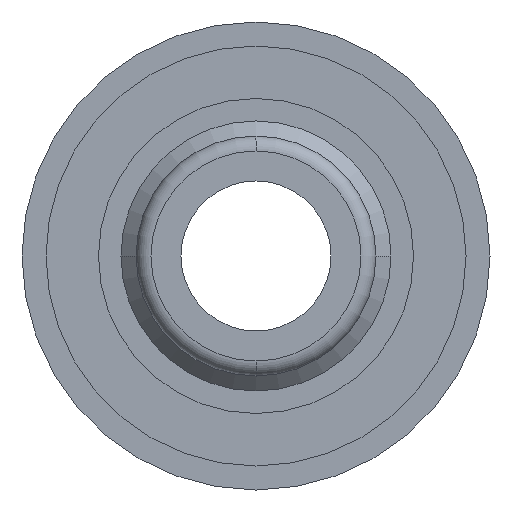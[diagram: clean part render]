
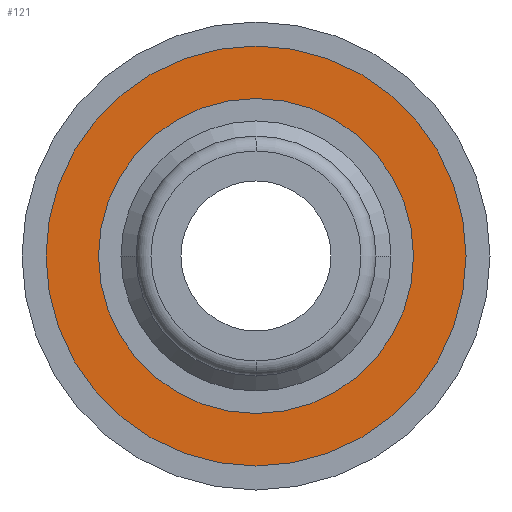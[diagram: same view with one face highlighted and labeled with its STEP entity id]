
A CAD part, front view. The second image highlights one B-rep face of the part: STEP entity #121.
In plain terms, the highlighted planar face has unit normal (0, -1, 0).
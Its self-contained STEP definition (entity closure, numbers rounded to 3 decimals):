
#121=ADVANCED_FACE('',(#252,#253),#254,.T.);
#252=FACE_BOUND('',#391,.T.);
#253=FACE_OUTER_BOUND('',#392,.T.);
#254=PLANE('',#393);
#391=EDGE_LOOP('',(#665,#666));
#392=EDGE_LOOP('',(#667,#668));
#393=AXIS2_PLACEMENT_3D('',#669,#670,#671);
#665=ORIENTED_EDGE('',*,*,#874,.T.);
#666=ORIENTED_EDGE('',*,*,#782,.T.);
#667=ORIENTED_EDGE('',*,*,#792,.T.);
#668=ORIENTED_EDGE('',*,*,#828,.T.);
#669=CARTESIAN_POINT('',(0.0,23.5,0.0));
#670=DIRECTION('',(0.0,-1.0,0.0));
#671=DIRECTION('',(-1.0,0.0,0.0));
#782=EDGE_CURVE('',#914,#916,#918,.T.);
#792=EDGE_CURVE('',#929,#934,#936,.T.);
#828=EDGE_CURVE('',#934,#929,#993,.T.);
#874=EDGE_CURVE('',#916,#914,#1053,.T.);
#914=VERTEX_POINT('',#1095);
#916=VERTEX_POINT('',#1098);
#918=CIRCLE('',#1101,5.25);
#929=VERTEX_POINT('',#1114);
#934=VERTEX_POINT('',#1120);
#936=CIRCLE('',#1123,7.0);
#993=CIRCLE('',#1188,7.0);
#1053=CIRCLE('',#1260,5.25);
#1095=CARTESIAN_POINT('',(5.25,23.5,0.));
#1098=CARTESIAN_POINT('',(-5.25,23.5,0.));
#1101=AXIS2_PLACEMENT_3D('',#1305,#1306,#1307);
#1114=CARTESIAN_POINT('',(7.0,23.5,0.0));
#1120=CARTESIAN_POINT('',(-7.0,23.5,0.));
#1123=AXIS2_PLACEMENT_3D('',#1321,#1322,#1323);
#1188=AXIS2_PLACEMENT_3D('',#1389,#1390,#1391);
#1260=AXIS2_PLACEMENT_3D('',#1455,#1456,#1457);
#1305=CARTESIAN_POINT('',(0.0,23.5,0.0));
#1306=DIRECTION('',(-0.0,1.0,0.0));
#1307=DIRECTION('',(1.0,0.0,0.0));
#1321=CARTESIAN_POINT('',(0.0,23.5,0.0));
#1322=DIRECTION('',(0.0,-1.0,0.0));
#1323=DIRECTION('',(1.0,0.0,0.0));
#1389=CARTESIAN_POINT('',(0.0,23.5,0.0));
#1390=DIRECTION('',(0.0,-1.0,0.0));
#1391=DIRECTION('',(1.0,0.0,0.0));
#1455=CARTESIAN_POINT('',(0.0,23.5,0.0));
#1456=DIRECTION('',(-0.0,1.0,0.0));
#1457=DIRECTION('',(1.0,0.0,0.0));
